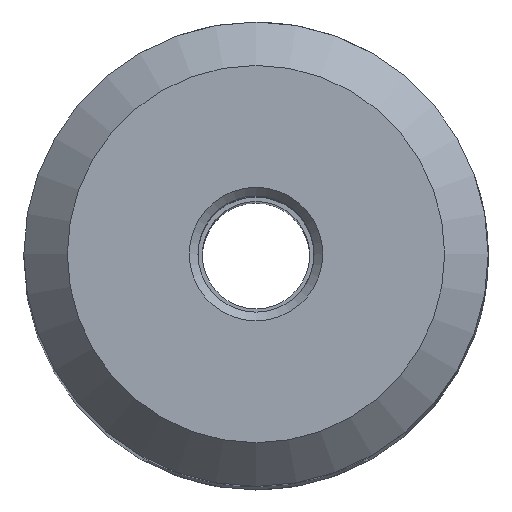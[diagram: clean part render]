
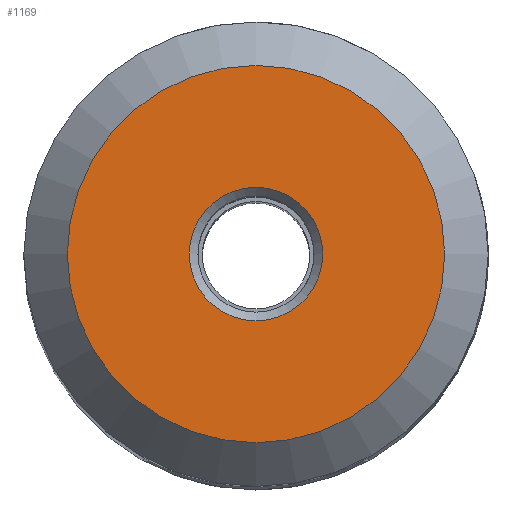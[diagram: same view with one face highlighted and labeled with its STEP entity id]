
A CAD part, top view. The second image highlights one B-rep face of the part: STEP entity #1169.
In plain terms, the highlighted planar face has unit normal (0, 0, 1).
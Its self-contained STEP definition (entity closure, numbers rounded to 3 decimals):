
#61 = CARTESIAN_POINT ( 'NONE',  ( 0., 0., 75. ) ) ;
#86 = EDGE_CURVE ( 'NONE', #1248, #1248, #1362, .T. ) ;
#202 = DIRECTION ( 'NONE',  ( 1., 0., 0. ) ) ;
#212 = CARTESIAN_POINT ( 'NONE',  ( 0., 0., 75. ) ) ;
#316 = DIRECTION ( 'NONE',  ( 0., 0., -1. ) ) ;
#383 = AXIS2_PLACEMENT_3D ( 'NONE', #1369, #316, #202 ) ;
#628 = DIRECTION ( 'NONE',  ( 0., 0., 1. ) ) ;
#689 = CARTESIAN_POINT ( 'NONE',  ( 2.3, 0., 75. ) ) ;
#720 = EDGE_CURVE ( 'NONE', #1051, #1051, #1294, .T. ) ;
#744 = EDGE_LOOP ( 'NONE', ( #1123 ) ) ;
#882 = EDGE_LOOP ( 'NONE', ( #1393 ) ) ;
#1051 = VERTEX_POINT ( 'NONE', #1502 ) ;
#1100 = DIRECTION ( 'NONE',  ( 1., 0., 0. ) ) ;
#1123 = ORIENTED_EDGE ( 'NONE', *, *, #86, .T. ) ;
#1148 = AXIS2_PLACEMENT_3D ( 'NONE', #212, #1363, #1149 ) ;
#1149 = DIRECTION ( 'NONE',  ( 1., 0., 0. ) ) ;
#1169 = ADVANCED_FACE ( 'NONE', ( #1261, #1496 ), #1386, .T. ) ;
#1248 = VERTEX_POINT ( 'NONE', #689 ) ;
#1261 = FACE_BOUND ( 'NONE', #744, .T. ) ;
#1294 = CIRCLE ( 'NONE', #1343, 6.5 ) ;
#1343 = AXIS2_PLACEMENT_3D ( 'NONE', #61, #628, #1100 ) ;
#1362 = CIRCLE ( 'NONE', #383, 2.3 ) ;
#1363 = DIRECTION ( 'NONE',  ( 0., 0., 1. ) ) ;
#1369 = CARTESIAN_POINT ( 'NONE',  ( 0., 0., 75. ) ) ;
#1386 = PLANE ( 'NONE',  #1148 ) ;
#1393 = ORIENTED_EDGE ( 'NONE', *, *, #720, .T. ) ;
#1496 = FACE_OUTER_BOUND ( 'NONE', #882, .T. ) ;
#1502 = CARTESIAN_POINT ( 'NONE',  ( 6.5, 0., 75. ) ) ;
